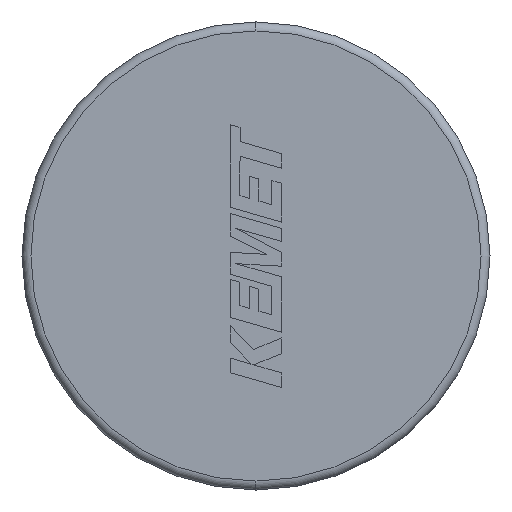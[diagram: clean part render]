
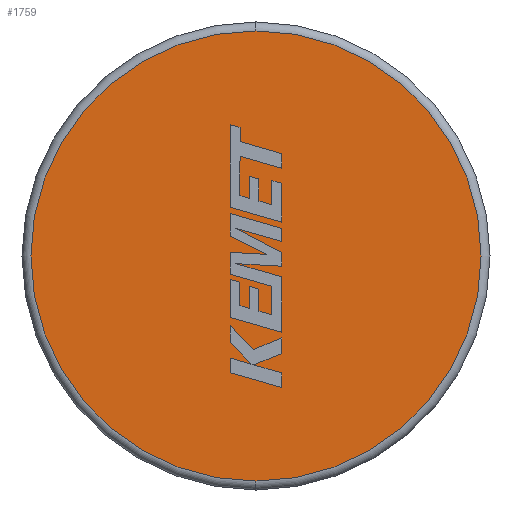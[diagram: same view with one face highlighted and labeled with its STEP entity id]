
A CAD part, left-side view. The second image highlights one B-rep face of the part: STEP entity #1759.
In plain terms, the highlighted planar face has unit normal (-1, 0, 0).
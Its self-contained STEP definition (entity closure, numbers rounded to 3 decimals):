
#336 = ORIENTED_EDGE ( 'NONE', *, *, #1267, .T. ) ;
#518 = CARTESIAN_POINT ( 'NONE',  ( 0., 0., 0. ) ) ;
#630 = AXIS2_PLACEMENT_3D ( 'NONE', #2434, #1625, #3228 ) ;
#806 = DIRECTION ( 'NONE',  ( 0., 0., -1. ) ) ;
#981 = AXIS2_PLACEMENT_3D ( 'NONE', #2697, #1641, #2969 ) ;
#1036 = DIRECTION ( 'NONE',  ( 1., 0., 0. ) ) ;
#1095 = VERTEX_POINT ( 'NONE', #2596 ) ;
#1101 = EDGE_LOOP ( 'NONE', ( #2924, #336 ) ) ;
#1267 = EDGE_CURVE ( 'NONE', #3142, #1095, #1573, .T. ) ;
#1437 = CARTESIAN_POINT ( 'NONE',  ( 0., 0., 5.05 ) ) ;
#1505 = AXIS2_PLACEMENT_3D ( 'NONE', #518, #1036, #806 ) ;
#1573 = CIRCLE ( 'NONE', #981, 5.05 ) ;
#1625 = DIRECTION ( 'NONE',  ( -1., 0., 0. ) ) ;
#1641 = DIRECTION ( 'NONE',  ( -1., 0., 0. ) ) ;
#1759 = ADVANCED_FACE ( 'NONE', ( #3200 ), #2945, .F. ) ;
#1836 = EDGE_CURVE ( 'NONE', #1095, #3142, #1933, .T. ) ;
#1933 = CIRCLE ( 'NONE', #630, 5.05 ) ;
#2434 = CARTESIAN_POINT ( 'NONE',  ( 0., 0., 0. ) ) ;
#2596 = CARTESIAN_POINT ( 'NONE',  ( 0., 0., -5.05 ) ) ;
#2697 = CARTESIAN_POINT ( 'NONE',  ( 0., 0., 0. ) ) ;
#2924 = ORIENTED_EDGE ( 'NONE', *, *, #1836, .T. ) ;
#2945 = PLANE ( 'NONE',  #1505 ) ;
#2969 = DIRECTION ( 'NONE',  ( 0., 0., -1. ) ) ;
#3142 = VERTEX_POINT ( 'NONE', #1437 ) ;
#3200 = FACE_OUTER_BOUND ( 'NONE', #1101, .T. ) ;
#3228 = DIRECTION ( 'NONE',  ( 0., 0., -1. ) ) ;
